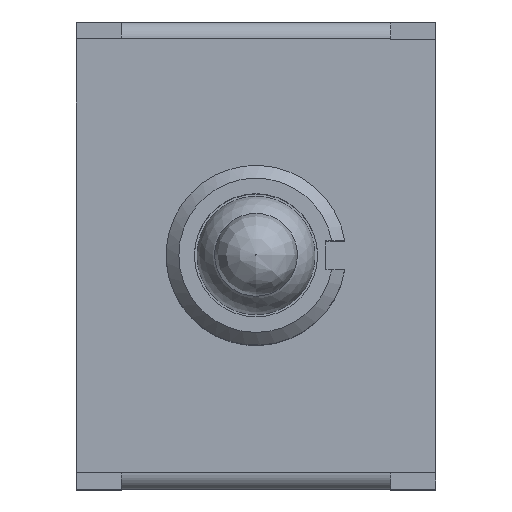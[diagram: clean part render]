
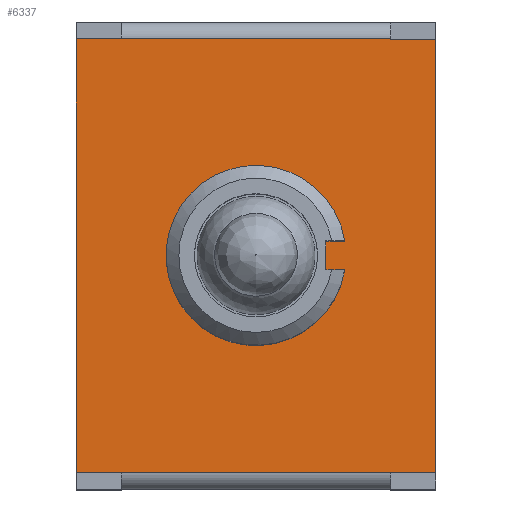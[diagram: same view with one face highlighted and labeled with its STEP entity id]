
A CAD part, top view. The second image highlights one B-rep face of the part: STEP entity #6337.
In plain terms, the highlighted planar face has unit normal (0, 0, 1).
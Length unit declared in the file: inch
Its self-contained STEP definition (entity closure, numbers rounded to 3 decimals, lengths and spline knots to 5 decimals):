
#195=FACE_BOUND('',#2335,.T.);
#212=LINE('',#9334,#944);
#216=LINE('',#9344,#948);
#218=LINE('',#9347,#950);
#219=LINE('',#9353,#951);
#220=LINE('',#9355,#952);
#221=LINE('',#9357,#953);
#222=LINE('',#9359,#954);
#223=LINE('',#9361,#955);
#224=LINE('',#9363,#956);
#225=LINE('',#9365,#957);
#226=LINE('',#9367,#958);
#227=LINE('',#9369,#959);
#228=LINE('',#9370,#960);
#944=VECTOR('',#7374,0.3937);
#948=VECTOR('',#7384,0.3937);
#950=VECTOR('',#7388,0.3937);
#951=VECTOR('',#7395,0.3937);
#952=VECTOR('',#7396,0.3937);
#953=VECTOR('',#7397,0.3937);
#954=VECTOR('',#7398,0.3937);
#955=VECTOR('',#7399,0.3937);
#956=VECTOR('',#7400,0.3937);
#957=VECTOR('',#7401,0.3937);
#958=VECTOR('',#7402,0.3937);
#959=VECTOR('',#7403,0.3937);
#960=VECTOR('',#7404,0.3937);
#1676=PLANE('',#6759);
#1940=FACE_OUTER_BOUND('',#2334,.T.);
#2334=EDGE_LOOP('',(#4456,#4457,#4458,#4459,#4460,#4461,#4462,#4463,#4464,
#4465));
#2335=EDGE_LOOP('',(#4466,#4467,#4468,#4469));
#2737=CIRCLE('',#6758,0.125);
#2911=VERTEX_POINT('',#9331);
#2912=VERTEX_POINT('',#9333);
#2914=VERTEX_POINT('',#9341);
#2915=VERTEX_POINT('',#9343);
#2916=VERTEX_POINT('',#9351);
#2917=VERTEX_POINT('',#9352);
#2918=VERTEX_POINT('',#9354);
#2919=VERTEX_POINT('',#9356);
#2920=VERTEX_POINT('',#9358);
#2921=VERTEX_POINT('',#9360);
#2922=VERTEX_POINT('',#9362);
#2923=VERTEX_POINT('',#9364);
#2924=VERTEX_POINT('',#9366);
#2925=VERTEX_POINT('',#9368);
#3483=EDGE_CURVE('',#2912,#2911,#212,.T.);
#3488=EDGE_CURVE('',#2915,#2914,#216,.T.);
#3490=EDGE_CURVE('',#2914,#2912,#218,.T.);
#3491=EDGE_CURVE('',#2911,#2915,#2737,.T.);
#3492=EDGE_CURVE('',#2916,#2917,#219,.T.);
#3493=EDGE_CURVE('',#2918,#2917,#220,.T.);
#3494=EDGE_CURVE('',#2918,#2919,#221,.T.);
#3495=EDGE_CURVE('',#2919,#2920,#222,.T.);
#3496=EDGE_CURVE('',#2921,#2920,#223,.T.);
#3497=EDGE_CURVE('',#2921,#2922,#224,.T.);
#3498=EDGE_CURVE('',#2922,#2923,#225,.T.);
#3499=EDGE_CURVE('',#2923,#2924,#226,.T.);
#3500=EDGE_CURVE('',#2924,#2925,#227,.T.);
#3501=EDGE_CURVE('',#2916,#2925,#228,.T.);
#4456=ORIENTED_EDGE('',*,*,#3492,.T.);
#4457=ORIENTED_EDGE('',*,*,#3493,.F.);
#4458=ORIENTED_EDGE('',*,*,#3494,.T.);
#4459=ORIENTED_EDGE('',*,*,#3495,.T.);
#4460=ORIENTED_EDGE('',*,*,#3496,.F.);
#4461=ORIENTED_EDGE('',*,*,#3497,.T.);
#4462=ORIENTED_EDGE('',*,*,#3498,.T.);
#4463=ORIENTED_EDGE('',*,*,#3499,.T.);
#4464=ORIENTED_EDGE('',*,*,#3500,.T.);
#4465=ORIENTED_EDGE('',*,*,#3501,.F.);
#4466=ORIENTED_EDGE('',*,*,#3488,.T.);
#4467=ORIENTED_EDGE('',*,*,#3490,.T.);
#4468=ORIENTED_EDGE('',*,*,#3483,.T.);
#4469=ORIENTED_EDGE('',*,*,#3491,.T.);
#6337=ADVANCED_FACE('',(#1940,#195),#1676,.T.);
#6758=AXIS2_PLACEMENT_3D('',#9349,#7391,#7392);
#6759=AXIS2_PLACEMENT_3D('',#9350,#7393,#7394);
#7374=DIRECTION('',(1.,0.,0.));
#7384=DIRECTION('',(-1.,0.,0.));
#7388=DIRECTION('',(0.,-1.,0.));
#7391=DIRECTION('center_axis',(0.,0.,
-1.));
#7392=DIRECTION('ref_axis',(0.987,0.161,0.));
#7393=DIRECTION('center_axis',(0.,0.,
1.));
#7394=DIRECTION('ref_axis',(1.,0.,0.));
#7395=DIRECTION('',(0.,-1.,0.));
#7396=DIRECTION('',(-1.,0.,0.));
#7397=DIRECTION('',(1.,0.,0.));
#7398=DIRECTION('',(0.,1.,0.));
#7399=DIRECTION('',(1.,0.,0.));
#7400=DIRECTION('',(0.,1.,0.));
#7401=DIRECTION('',(-1.,0.,0.));
#7402=DIRECTION('',(-1.,0.,0.));
#7403=DIRECTION('',(0.,-1.,0.));
#7404=DIRECTION('',(-1.,0.,0.));
#9331=CARTESIAN_POINT('',(0.12338,-0.02008,0.41496));
#9333=CARTESIAN_POINT('',(0.09705,-0.02008,0.41496));
#9334=CARTESIAN_POINT('',(0.04852,-0.02008,0.41496));
#9341=CARTESIAN_POINT('',(0.09705,0.02008,0.41496));
#9343=CARTESIAN_POINT('',(0.12338,0.02008,0.41496));
#9344=CARTESIAN_POINT('',(0.06169,0.02008,0.41496));
#9347=CARTESIAN_POINT('',(0.09705,0.16073,0.41496));
#9349=CARTESIAN_POINT('Origin',(0.,0.,
0.41496));
#9350=CARTESIAN_POINT('Origin',(0.,0.30138,
0.41496));
#9351=CARTESIAN_POINT('',(-0.18701,-0.30098,0.41496));
#9352=CARTESIAN_POINT('',(-0.18701,-0.30138,0.41496));
#9353=CARTESIAN_POINT('',(-0.18701,-0.30138,0.41496));
#9354=CARTESIAN_POINT('',(0.18701,-0.30138,0.41496));
#9355=CARTESIAN_POINT('',(0.,-0.30138,0.41496));
#9356=CARTESIAN_POINT('',(0.25,-0.30138,0.41496));
#9357=CARTESIAN_POINT('',(0.18701,-0.30138,0.41496));
#9358=CARTESIAN_POINT('',(0.25,0.30098,0.41496));
#9359=CARTESIAN_POINT('',(0.25,0.30098,0.41496));
#9360=CARTESIAN_POINT('',(0.18701,0.30098,0.41496));
#9361=CARTESIAN_POINT('',(0.18701,0.30098,0.41496));
#9362=CARTESIAN_POINT('',(0.18701,0.30138,0.41496));
#9363=CARTESIAN_POINT('',(0.18701,-0.30138,0.41496));
#9364=CARTESIAN_POINT('',(-0.18701,0.30138,0.41496));
#9365=CARTESIAN_POINT('',(0.,0.30138,0.41496));
#9366=CARTESIAN_POINT('',(-0.25,0.30138,0.41496));
#9367=CARTESIAN_POINT('',(-0.18701,0.30138,0.41496));
#9368=CARTESIAN_POINT('',(-0.25,-0.30098,0.41496));
#9369=CARTESIAN_POINT('',(-0.25,-0.30098,0.41496));
#9370=CARTESIAN_POINT('',(-0.18701,-0.30098,0.41496));
